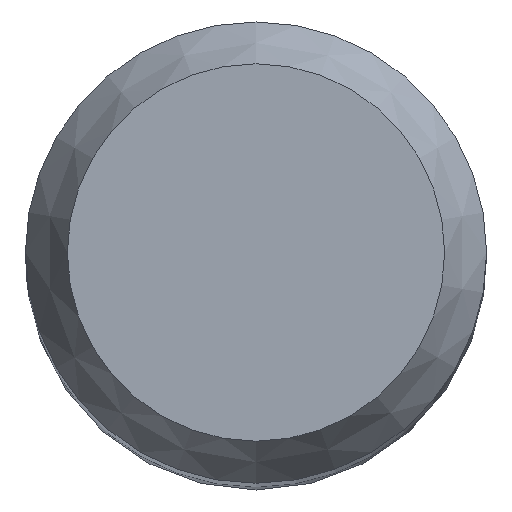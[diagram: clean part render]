
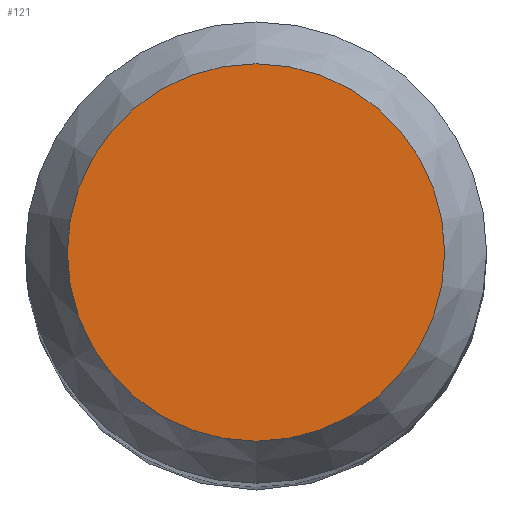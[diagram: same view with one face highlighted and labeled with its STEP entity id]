
A CAD part, top view. The second image highlights one B-rep face of the part: STEP entity #121.
In plain terms, the highlighted planar face has unit normal (0, 0, 1).
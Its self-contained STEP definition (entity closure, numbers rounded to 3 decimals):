
#109=PLANE('',#300);
#113=FACE_OUTER_BOUND('',#150,.T.);
#121=ADVANCED_FACE('',(#113),#109,.T.);
#150=EDGE_LOOP('',(#168));
#168=ORIENTED_EDGE('',*,*,#193,.T.);
#184=VERTEX_POINT('',#403);
#193=EDGE_CURVE('',#184,#184,#202,.T.);
#202=CIRCLE('',#299,4.908);
#299=AXIS2_PLACEMENT_3D('',#402,#342,#343);
#300=AXIS2_PLACEMENT_3D('',#404,#344,#345);
#342=DIRECTION('',(0.,0.,1.));
#343=DIRECTION('',(0.,-1.,0.));
#344=DIRECTION('',(0.,0.,1.));
#345=DIRECTION('',(0.,-1.,0.));
#402=CARTESIAN_POINT('',(0.,0.,0.));
#403=CARTESIAN_POINT('',(0.,-4.908,0.));
#404=CARTESIAN_POINT('',(0.,0.,0.));
